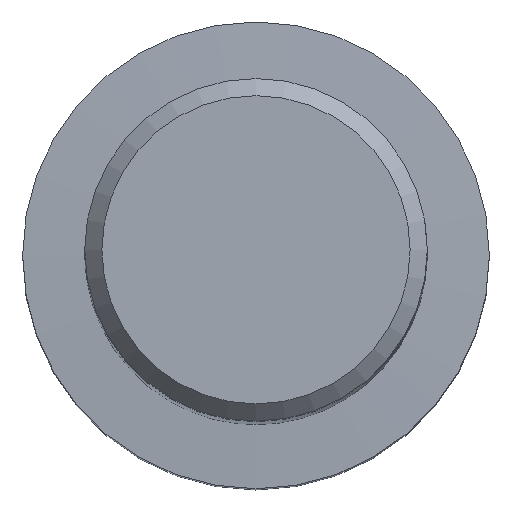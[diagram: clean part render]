
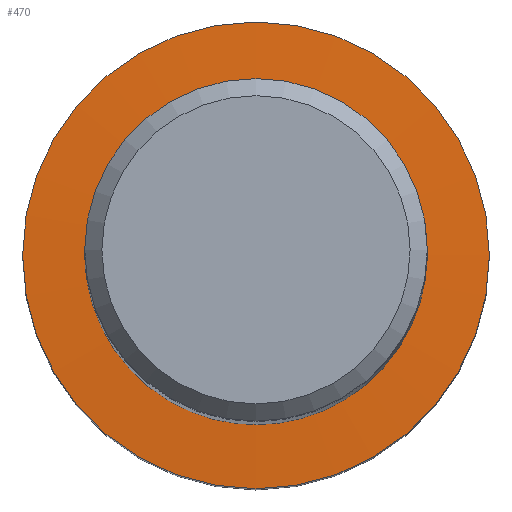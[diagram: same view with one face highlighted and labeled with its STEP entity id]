
A CAD part, top view. The second image highlights one B-rep face of the part: STEP entity #470.
In plain terms, the highlighted free-form (B-spline) face has degree [2, 1] with [9, 2] control points.
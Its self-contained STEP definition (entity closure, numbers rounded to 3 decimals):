
#10 = CARTESIAN_POINT ('', (-4.45, 0., -86.908));
#20 = VERTEX_POINT ('', #10);
#30 = CARTESIAN_POINT ('', (-6.35, 0., -86.988));
#40 = VERTEX_POINT ('', #30);
#50 = CARTESIAN_POINT ('', (-4.45, 0., -86.908));
#60 = DIRECTION ('', (-1.9, 0., -0.08));
#70 = VECTOR ('', #60, 1.902);
#80 = LINE ('', #50, #70);
#90 = EDGE_CURVE ('', #20, #40, #80, .T.);
#100 = ORIENTED_EDGE ('', *, *, #90, .F.);
#110 = CARTESIAN_POINT ('', (0., 0., -86.908));
#120 = DIRECTION ('', (0., 0., -1.));
#130 = DIRECTION ('', (-1., 0., 0.));
#140 = AXIS2_PLACEMENT_3D ('', #110, #120, #130);
#150 = CIRCLE ('', #140, 4.45);
#160 = EDGE_CURVE ('', #20, #20, #150, .T.);
#170 = ORIENTED_EDGE ('', *, *, #160, .T.);
#180 = ORIENTED_EDGE ('', *, *, #90, .T.);
#190 = CARTESIAN_POINT ('', (0., 0., -86.988));
#200 = DIRECTION ('', (0., 0., -1.));
#210 = DIRECTION ('', (-1., 0., 0.));
#220 = AXIS2_PLACEMENT_3D ('', #190, #200, #210);
#230 = CIRCLE ('', #220, 6.35);
#240 = EDGE_CURVE ('', #40, #40, #230, .T.);
#250 = ORIENTED_EDGE ('', *, *, #240, .F.);
#260 = EDGE_LOOP ('', (#100, #170, #180, #250));
#270 = FACE_OUTER_BOUND ('', #260, .T.);
#280 = CARTESIAN_POINT ('', (-4.45, 0., -86.908));
#290 = CARTESIAN_POINT ('', (-6.35, 0., -86.988));
#300 = CARTESIAN_POINT ('', (-4.45, 4.45, -86.908));
#310 = CARTESIAN_POINT ('', (-6.35, 6.35, -86.988));
#320 = CARTESIAN_POINT ('', (0., 4.45, -86.908));
#330 = CARTESIAN_POINT ('', (0., 6.35, -86.988));
#340 = CARTESIAN_POINT ('', (4.45, 4.45, -86.908));
#350 = CARTESIAN_POINT ('', (6.35, 6.35, -86.988));
#360 = CARTESIAN_POINT ('', (4.45, 0., -86.908));
#370 = CARTESIAN_POINT ('', (6.35, 0., -86.988));
#380 = CARTESIAN_POINT ('', (4.45, -4.45, -86.908));
#390 = CARTESIAN_POINT ('', (6.35, -6.35, -86.988));
#400 = CARTESIAN_POINT ('', (0., -4.45, -86.908));
#410 = CARTESIAN_POINT ('', (0., -6.35, -86.988));
#420 = CARTESIAN_POINT ('', (-4.45, -4.45, -86.908));
#430 = CARTESIAN_POINT ('', (-6.35, -6.35, -86.988));
#440 = CARTESIAN_POINT ('', (-4.45, 0., -86.908));
#450 = CARTESIAN_POINT ('', (-6.35, 0., -86.988));
#460 = (
   BOUNDED_SURFACE ()
   B_SPLINE_SURFACE (2, 1, ((#280, #290), (#300, #310), (#320, #330), (#340, #350), (#360, #370), (#380, #390), (#400, #410), (#420, #430), (#440, #450)), .UNSPECIFIED., .T., .F., .U.)
   B_SPLINE_SURFACE_WITH_KNOTS ((3, 2, 2, 2, 3), (2, 2), (0., 0.25, 0.5, 0.75, 1.), (0., 1.), .UNSPECIFIED.)
   SURFACE ()
   GEOMETRIC_REPRESENTATION_ITEM ()
   RATIONAL_B_SPLINE_SURFACE (((1., 1.), (0.707, 0.707), (1., 1.), (0.707, 0.707), (1., 1.), (0.707, 0.707), (1., 1.), (0.707, 0.707), (1., 1.)))
   REPRESENTATION_ITEM ('')
);
#470 = ADVANCED_FACE ('', (#270), #460, .T.);
